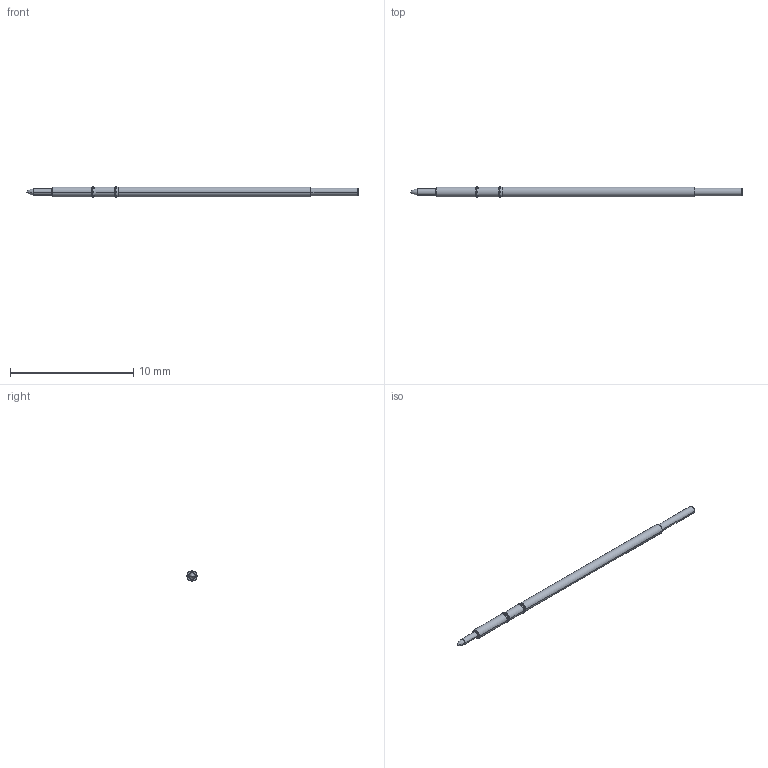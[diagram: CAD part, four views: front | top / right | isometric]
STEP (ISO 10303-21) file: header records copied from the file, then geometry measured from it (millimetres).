
FILE_DESCRIPTION (( 'STEP AP214' ), '1' );
FILE_NAME ('X39-TG-3G.STEP', '2014-07-09T16:49:36', ( 'spare' ), ( '' ), 'SwSTEP 2.0', 'SolidWorks 2014', '' );
FILE_SCHEMA (( 'AUTOMOTIVE_DESIGN' ));
Length unit declared in the file: inch
Products named in the file (1): X39-TG-3G
Bounding box: 26.9 x 0.85 x 0.85 mm (x, y, z)
Volume: 11.5 mm3; surface area: 63.1 mm2
Topology: 1 solids, 1 shells, 36 faces, 72 edges, 39 vertices
Faces by surface type: cylinder 16, cone 12, torus 4, plane 4
Entity records: 952 total; most frequent: DIRECTION 186, CARTESIAN_POINT 146, ORIENTED_EDGE 140, AXIS2_PLACEMENT_3D 79, EDGE_CURVE 70, CIRCLE 42, VERTEX_POINT 39, EDGE_LOOP 39
